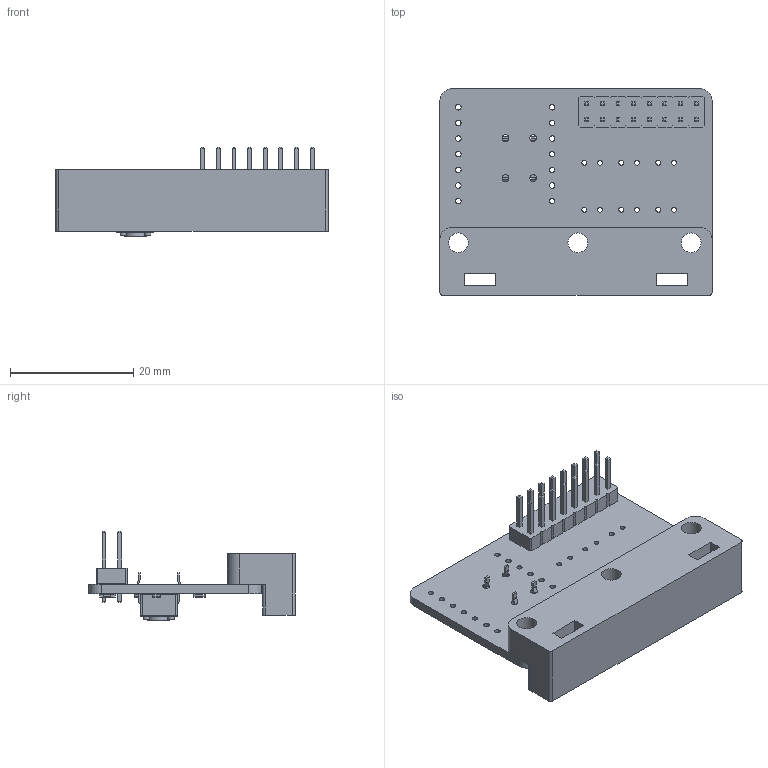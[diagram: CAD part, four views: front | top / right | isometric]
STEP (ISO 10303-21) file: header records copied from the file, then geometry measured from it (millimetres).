
FILE_DESCRIPTION(/* description */ ('KiCad electronic assembly'),/* implementation_level */ '2;1');
FILE_NAME(/* name */ 'ATX v3.step',/* time_stamp */ '2025-07-28T16:04:34+02:00',/* author */ (''),/* organization */ (''),/* preprocessor_version */ 'ST-DEVELOPER v20.1',/* originating_system */ 'Autodesk Translation Framework v14.10.0.0',/* authorisation */ '');
FILE_SCHEMA (('AUTOMOTIVE_DESIGN { 1 0 10303 214 3 1 1 }'));
Length unit declared in the file: millimetre
Products named in the file (7): ATX 1; PinHeader_2x08_P2.54mm_Vertical; R_1210_3225Metric; SW_PUSH_6mm; ATX_PCB; R_0805_2012Metric; Component6
Assembly tree (11 placements, depth 2):
  ATX 1
    PinHeader_2x08_P2.54mm_Vertical
    R_0805_2012Metric  x6
    R_1210_3225Metric
    SW_PUSH_6mm
    ATX_PCB
    Component6
Bounding box: 44.2 x 33.5 x 14.52 mm (x, y, z)
Volume: 5518.9 mm3; surface area: 6133.5 mm2
Topology: 11 solids, 11 shells, 711 faces, 1783 edges, 1131 vertices
Faces by surface type: plane 551, cylinder 159, torus 1
Full cylindrical faces by diameter (mm): 0.813 x12, 0.889 x14, 1 x20, 1.1 x4, 3.2 x6, 3.5 x1
Entity records: 17917 total; most frequent: CARTESIAN_POINT 2953, ORIENTED_EDGE 2886, DIRECTION 2877, EDGE_CURVE 1443, LINE 1207, VECTOR 1207, VERTEX_POINT 911, AXIS2_PLACEMENT_3D 835
